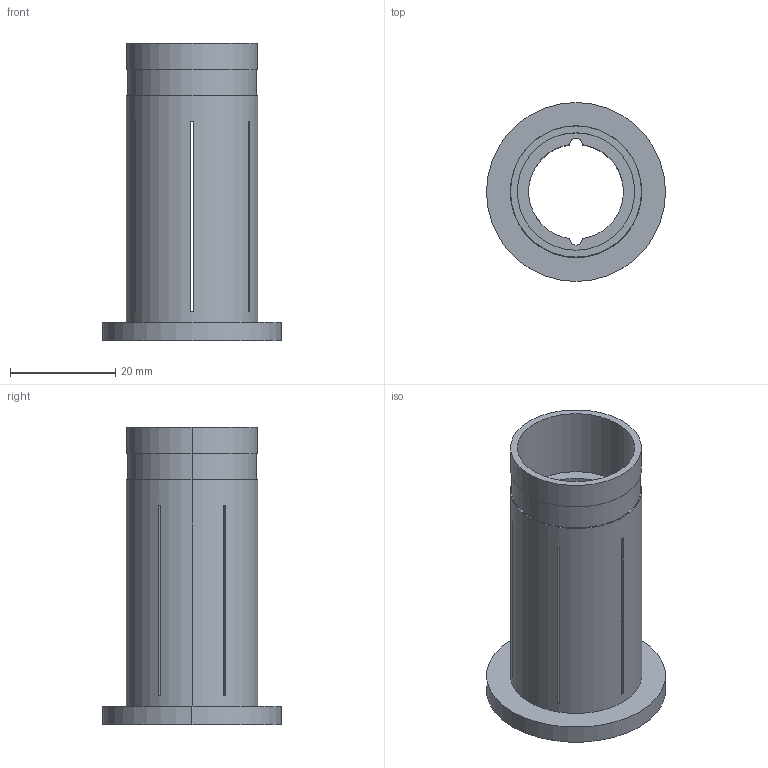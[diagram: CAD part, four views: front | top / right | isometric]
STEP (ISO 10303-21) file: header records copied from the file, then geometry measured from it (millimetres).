
FILE_DESCRIPTION (( 'STEP AP203' ), '1' );
FILE_NAME ('STP-SAKEM-84121-18-FID.STEP', '2020-05-18T09:12:26', ( '' ), ( '' ), 'SwSTEP 2.0', 'SolidWorks 2017', '' );
FILE_SCHEMA (( 'CONFIG_CONTROL_DESIGN' ));
Length unit declared in the file: millimetre
Products named in the file (1): STP-SAKEM-84121-18-FID
Bounding box: 34 x 34 x 56.5 mm (x, y, z)
Volume: 12402.1 mm3; surface area: 10551.7 mm2
Topology: 1 solids, 1 shells, 49 faces, 129 edges, 86 vertices
Faces by surface type: plane 30, cylinder 19
Entity records: 1650 total; most frequent: DIRECTION 291, CARTESIAN_POINT 265, ORIENTED_EDGE 258, EDGE_CURVE 129, AXIS2_PLACEMENT_3D 112, VERTEX_POINT 86, VECTOR 67, LINE 67
